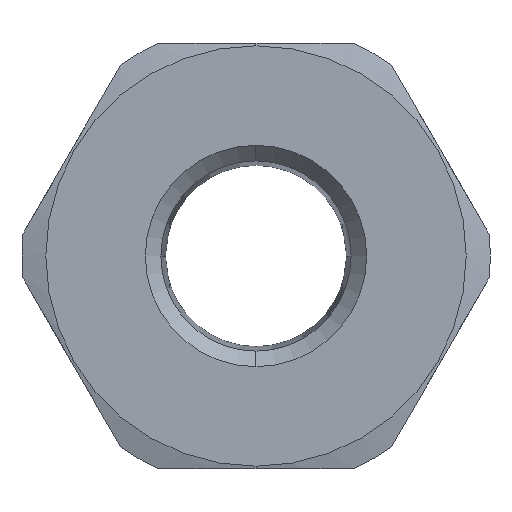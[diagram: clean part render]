
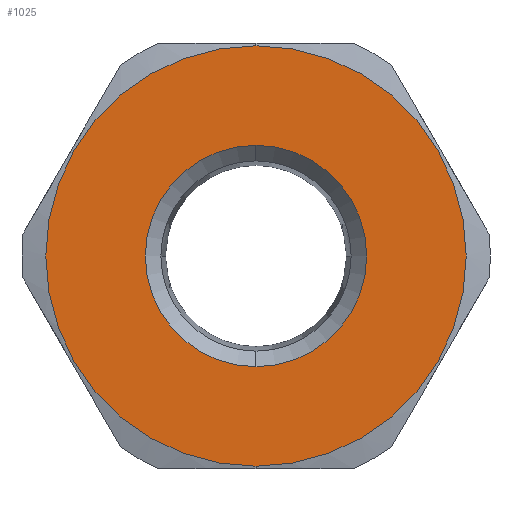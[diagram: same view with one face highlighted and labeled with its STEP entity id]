
A CAD part, left-side view. The second image highlights one B-rep face of the part: STEP entity #1025.
In plain terms, the highlighted planar face has unit normal (-1, 0, 0).
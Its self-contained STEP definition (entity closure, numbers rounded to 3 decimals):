
#32 = DIRECTION ( 'NONE',  ( 0., 0., -1. ) ) ;
#41 = DIRECTION ( 'NONE',  ( 0., 0., -1. ) ) ;
#49 = VERTEX_POINT ( 'NONE', #304 ) ;
#75 = ORIENTED_EDGE ( 'NONE', *, *, #270, .T. ) ;
#87 = FACE_BOUND ( 'NONE', #1108, .T. ) ;
#94 = CIRCLE ( 'NONE', #650, 20.25 ) ;
#102 = EDGE_CURVE ( 'NONE', #339, #417, #466, .T. ) ;
#150 = CARTESIAN_POINT ( 'NONE',  ( 0., 0., -20.25 ) ) ;
#219 = FACE_OUTER_BOUND ( 'NONE', #646, .T. ) ;
#232 = AXIS2_PLACEMENT_3D ( 'NONE', #958, #475, #1050 ) ;
#270 = EDGE_CURVE ( 'NONE', #570, #49, #546, .T. ) ;
#300 = CIRCLE ( 'NONE', #232, 10.66 ) ;
#304 = CARTESIAN_POINT ( 'NONE',  ( 0., 0., 10.66 ) ) ;
#339 = VERTEX_POINT ( 'NONE', #150 ) ;
#363 = EDGE_CURVE ( 'NONE', #417, #339, #94, .T. ) ;
#417 = VERTEX_POINT ( 'NONE', #1008 ) ;
#436 = AXIS2_PLACEMENT_3D ( 'NONE', #894, #576, #32 ) ;
#466 = CIRCLE ( 'NONE', #577, 20.25 ) ;
#475 = DIRECTION ( 'NONE',  ( 1., 0., 0. ) ) ;
#484 = DIRECTION ( 'NONE',  ( -1., 0., 0. ) ) ;
#515 = DIRECTION ( 'NONE',  ( -1., 0., 0. ) ) ;
#542 = CARTESIAN_POINT ( 'NONE',  ( 0., 0., -10.66 ) ) ;
#546 = CIRCLE ( 'NONE', #975, 10.66 ) ;
#570 = VERTEX_POINT ( 'NONE', #542 ) ;
#576 = DIRECTION ( 'NONE',  ( 1., 0., 0. ) ) ;
#577 = AXIS2_PLACEMENT_3D ( 'NONE', #970, #484, #1054 ) ;
#585 = DIRECTION ( 'NONE',  ( 1., 0., 0. ) ) ;
#605 = ORIENTED_EDGE ( 'NONE', *, *, #363, .T. ) ;
#646 = EDGE_LOOP ( 'NONE', ( #819, #605 ) ) ;
#650 = AXIS2_PLACEMENT_3D ( 'NONE', #998, #515, #1091 ) ;
#819 = ORIENTED_EDGE ( 'NONE', *, *, #102, .T. ) ;
#894 = CARTESIAN_POINT ( 'NONE',  ( 0., 0., 0. ) ) ;
#896 = EDGE_CURVE ( 'NONE', #49, #570, #300, .T. ) ;
#914 = ORIENTED_EDGE ( 'NONE', *, *, #896, .T. ) ;
#958 = CARTESIAN_POINT ( 'NONE',  ( 0., 0., 0. ) ) ;
#970 = CARTESIAN_POINT ( 'NONE',  ( 0., 0., 0. ) ) ;
#973 = PLANE ( 'NONE',  #436 ) ;
#975 = AXIS2_PLACEMENT_3D ( 'NONE', #1080, #585, #41 ) ;
#998 = CARTESIAN_POINT ( 'NONE',  ( 0., 0., 0. ) ) ;
#1008 = CARTESIAN_POINT ( 'NONE',  ( 0., 0., 20.25 ) ) ;
#1025 = ADVANCED_FACE ( 'NONE', ( #87, #219 ), #973, .F. ) ;
#1050 = DIRECTION ( 'NONE',  ( 0., 0., -1. ) ) ;
#1054 = DIRECTION ( 'NONE',  ( 0., 0., 1. ) ) ;
#1080 = CARTESIAN_POINT ( 'NONE',  ( 0., 0., 0. ) ) ;
#1091 = DIRECTION ( 'NONE',  ( 0., 0., 1. ) ) ;
#1108 = EDGE_LOOP ( 'NONE', ( #914, #75 ) ) ;
